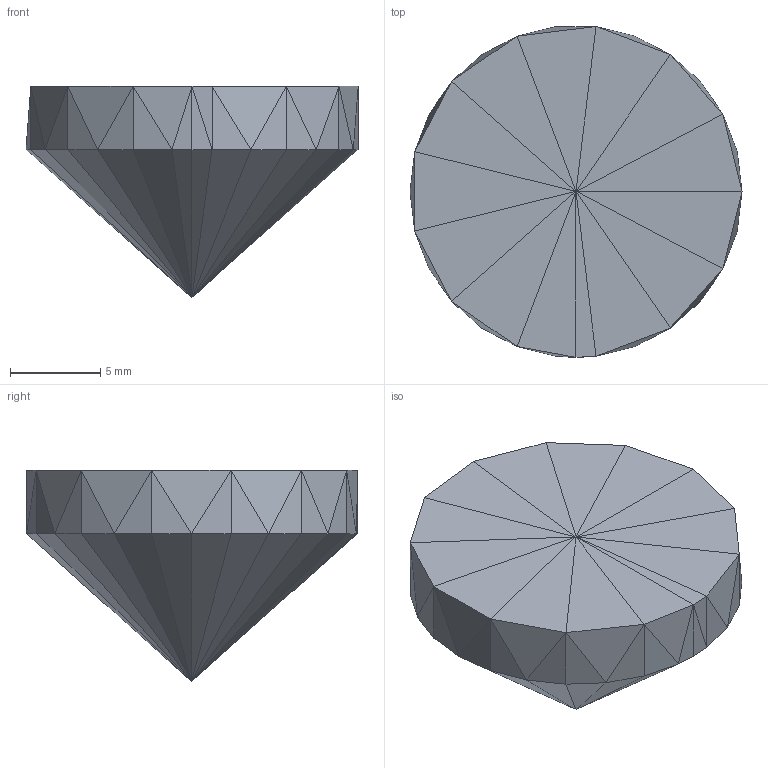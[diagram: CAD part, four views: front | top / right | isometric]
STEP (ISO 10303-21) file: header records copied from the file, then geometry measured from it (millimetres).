
FILE_DESCRIPTION(('FreeCAD Model'),'2;1');
FILE_NAME('Open CASCADE Shape Model','2022-05-07T14:31:09',('Author'),( ''),'Open CASCADE STEP processor 7.5','FreeCAD','Unknown');
FILE_SCHEMA(('AUTOMOTIVE_DESIGN { 1 0 10303 214 1 1 1 1 }'));
Length unit declared in the file: millimetre
Products named in the file (1): chess_mould_Cap001
Bounding box: 18.4 x 18.33 x 11.7 mm (x, y, z)
Surface area: 811.5 mm2 (no closed solid volume)
Topology: 0 solids, 1 shells, 82 faces, 123 edges, 43 vertices
Faces by surface type: plane 82
Entity records: 3109 total; most frequent: CARTESIAN_POINT 618, DIRECTION 412, ORIENTED_EDGE 246, LINE 246, VECTOR 246, PCURVE 246, DEFINITIONAL_REPRESENTATION 246, EDGE_CURVE 123
